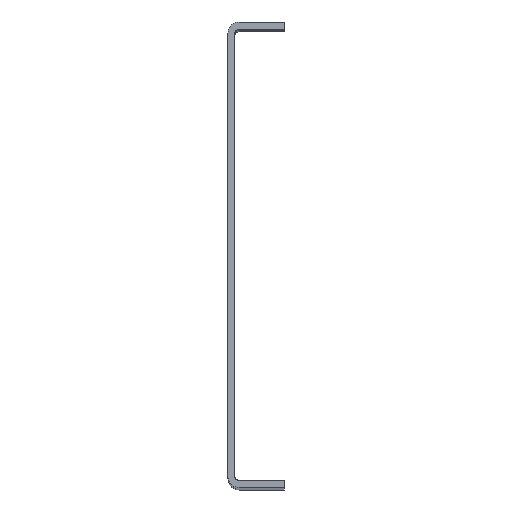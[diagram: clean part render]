
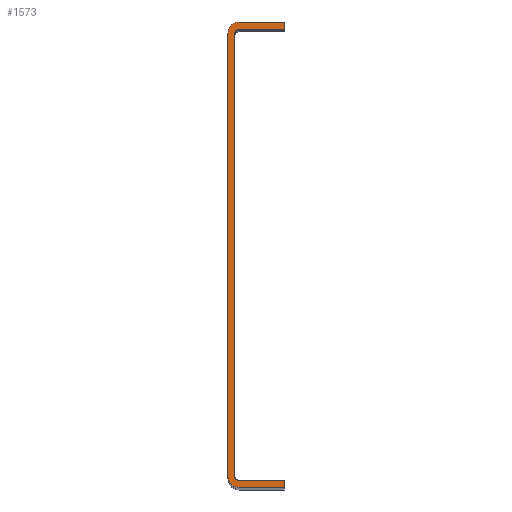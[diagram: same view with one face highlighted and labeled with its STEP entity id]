
A CAD part, top view. The second image highlights one B-rep face of the part: STEP entity #1573.
In plain terms, the highlighted planar face has unit normal (0, 0, 1).
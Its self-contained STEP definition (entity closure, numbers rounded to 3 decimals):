
#188 = DIRECTION ( 'NONE',  ( 1., 0., 0. ) ) ;
#199 = DIRECTION ( 'NONE',  ( 0., 0., 1. ) ) ;
#290 = CARTESIAN_POINT ( 'NONE',  ( 20., -24.75, 375. ) ) ;
#526 = PLANE ( 'NONE',  #9838 ) ;
#596 = CARTESIAN_POINT ( 'NONE',  ( 0.466, -24.75, 375. ) ) ;
#647 = VERTEX_POINT ( 'NONE', #4681 ) ;
#668 = DIRECTION ( 'NONE',  ( 0., 0., -1. ) ) ;
#696 = DIRECTION ( 'NONE',  ( 0., -1., 0. ) ) ;
#743 = DIRECTION ( 'NONE',  ( -1., 0., 0. ) ) ;
#924 = CARTESIAN_POINT ( 'NONE',  ( 4., 136.75, 375. ) ) ;
#1065 = AXIS2_PLACEMENT_3D ( 'NONE', #9668, #5303, #5757 ) ;
#1186 = CARTESIAN_POINT ( 'NONE',  ( 2.5, 61.868, 375. ) ) ;
#1489 = CIRCLE ( 'NONE', #5692, 4. ) ;
#1524 = CIRCLE ( 'NONE', #9492, 1.5 ) ;
#1573 = ADVANCED_FACE ( 'NONE', ( #3832 ), #526, .F. ) ;
#1640 = EDGE_CURVE ( 'NONE', #6236, #8003, #1524, .T. ) ;
#1831 = VERTEX_POINT ( 'NONE', #7615 ) ;
#2155 = ORIENTED_EDGE ( 'NONE', *, *, #8789, .F. ) ;
#2184 = CARTESIAN_POINT ( 'NONE',  ( 0.466, -24.75, 375. ) ) ;
#2220 = CARTESIAN_POINT ( 'NONE',  ( 4., 140.75, 375. ) ) ;
#2229 = LINE ( 'NONE', #1186, #6040 ) ;
#2364 = ORIENTED_EDGE ( 'NONE', *, *, #6639, .F. ) ;
#2610 = ORIENTED_EDGE ( 'NONE', *, *, #2870, .F. ) ;
#2750 = CARTESIAN_POINT ( 'NONE',  ( 4., -24.75, 375. ) ) ;
#2829 = ORIENTED_EDGE ( 'NONE', *, *, #8680, .F. ) ;
#2870 = EDGE_CURVE ( 'NONE', #6554, #3011, #4159, .T. ) ;
#2906 = EDGE_CURVE ( 'NONE', #3011, #7580, #9137, .T. ) ;
#3011 = VERTEX_POINT ( 'NONE', #6968 ) ;
#3079 = CARTESIAN_POINT ( 'NONE',  ( 20., -24.75, 375. ) ) ;
#3145 = CARTESIAN_POINT ( 'NONE',  ( 20., 138.25, 375. ) ) ;
#3147 = VECTOR ( 'NONE', #7281, 1000. ) ;
#3254 = CIRCLE ( 'NONE', #7960, 1.5 ) ;
#3306 = LINE ( 'NONE', #3622, #8585 ) ;
#3456 = EDGE_CURVE ( 'NONE', #4179, #6554, #3254, .T. ) ;
#3501 = ORIENTED_EDGE ( 'NONE', *, *, #4014, .F. ) ;
#3622 = CARTESIAN_POINT ( 'NONE',  ( 0.466, 138.25, 375. ) ) ;
#3805 = EDGE_CURVE ( 'NONE', #4243, #1831, #5957, .T. ) ;
#3832 = FACE_OUTER_BOUND ( 'NONE', #5319, .T. ) ;
#3997 = CARTESIAN_POINT ( 'NONE',  ( 4., -22.25, 375. ) ) ;
#4014 = EDGE_CURVE ( 'NONE', #8003, #4179, #2229, .T. ) ;
#4102 = CARTESIAN_POINT ( 'NONE',  ( 2.5, -20.75, 375. ) ) ;
#4104 = CARTESIAN_POINT ( 'NONE',  ( 4., -20.75, 375. ) ) ;
#4148 = ORIENTED_EDGE ( 'NONE', *, *, #6382, .F. ) ;
#4155 = DIRECTION ( 'NONE',  ( -1., 0., 0. ) ) ;
#4159 = LINE ( 'NONE', #5545, #8129 ) ;
#4179 = VERTEX_POINT ( 'NONE', #4102 ) ;
#4243 = VERTEX_POINT ( 'NONE', #2220 ) ;
#4305 = LINE ( 'NONE', #3079, #4703 ) ;
#4321 = DIRECTION ( 'NONE',  ( -1., 0., 0. ) ) ;
#4441 = ORIENTED_EDGE ( 'NONE', *, *, #3456, .F. ) ;
#4457 = ORIENTED_EDGE ( 'NONE', *, *, #6575, .F. ) ;
#4582 = VERTEX_POINT ( 'NONE', #7704 ) ;
#4681 = CARTESIAN_POINT ( 'NONE',  ( 0., 136.75, 375. ) ) ;
#4686 = ORIENTED_EDGE ( 'NONE', *, *, #2906, .F. ) ;
#4700 = CARTESIAN_POINT ( 'NONE',  ( 2.5, 136.75, 375. ) ) ;
#4703 = VECTOR ( 'NONE', #9433, 1000. ) ;
#4820 = CARTESIAN_POINT ( 'NONE',  ( 4., 138.25, 375. ) ) ;
#4926 = VECTOR ( 'NONE', #5908, 1000. ) ;
#5102 = VERTEX_POINT ( 'NONE', #2750 ) ;
#5303 = DIRECTION ( 'NONE',  ( 0., 0., -1. ) ) ;
#5319 = EDGE_LOOP ( 'NONE', ( #4686, #2610, #4441, #3501, #6998, #2829, #2364, #7598, #4148, #2155, #7114, #4457 ) ) ;
#5545 = CARTESIAN_POINT ( 'NONE',  ( 0.466, -22.25, 375. ) ) ;
#5608 = LINE ( 'NONE', #9077, #5867 ) ;
#5692 = AXIS2_PLACEMENT_3D ( 'NONE', #8123, #5800, #9488 ) ;
#5705 = VECTOR ( 'NONE', #7308, 1000. ) ;
#5757 = DIRECTION ( 'NONE',  ( -1., 0., 0. ) ) ;
#5800 = DIRECTION ( 'NONE',  ( 0., 0., -1. ) ) ;
#5867 = VECTOR ( 'NONE', #7661, 1000. ) ;
#5908 = DIRECTION ( 'NONE',  ( -1., 0., 0. ) ) ;
#5957 = LINE ( 'NONE', #7480, #5705 ) ;
#6040 = VECTOR ( 'NONE', #696, 1000. ) ;
#6236 = VERTEX_POINT ( 'NONE', #4820 ) ;
#6382 = EDGE_CURVE ( 'NONE', #647, #4243, #1489, .T. ) ;
#6554 = VERTEX_POINT ( 'NONE', #3997 ) ;
#6575 = EDGE_CURVE ( 'NONE', #7580, #5102, #9945, .T. ) ;
#6639 = EDGE_CURVE ( 'NONE', #1831, #9087, #4305, .T. ) ;
#6683 = DIRECTION ( 'NONE',  ( 0., 0., 1. ) ) ;
#6968 = CARTESIAN_POINT ( 'NONE',  ( 20., -22.25, 375. ) ) ;
#6998 = ORIENTED_EDGE ( 'NONE', *, *, #1640, .F. ) ;
#7114 = ORIENTED_EDGE ( 'NONE', *, *, #8928, .F. ) ;
#7281 = DIRECTION ( 'NONE',  ( 0., -1., 0. ) ) ;
#7308 = DIRECTION ( 'NONE',  ( 1., 0., 0. ) ) ;
#7480 = CARTESIAN_POINT ( 'NONE',  ( 0.466, 140.75, 375. ) ) ;
#7580 = VERTEX_POINT ( 'NONE', #9396 ) ;
#7598 = ORIENTED_EDGE ( 'NONE', *, *, #3805, .F. ) ;
#7615 = CARTESIAN_POINT ( 'NONE',  ( 20., 140.75, 375. ) ) ;
#7661 = DIRECTION ( 'NONE',  ( 0., 1., 0. ) ) ;
#7704 = CARTESIAN_POINT ( 'NONE',  ( 0., -20.75, 375. ) ) ;
#7952 = CIRCLE ( 'NONE', #1065, 4. ) ;
#7960 = AXIS2_PLACEMENT_3D ( 'NONE', #4104, #6683, #4155 ) ;
#8003 = VERTEX_POINT ( 'NONE', #4700 ) ;
#8123 = CARTESIAN_POINT ( 'NONE',  ( 4., 136.75, 375. ) ) ;
#8129 = VECTOR ( 'NONE', #8662, 1000. ) ;
#8585 = VECTOR ( 'NONE', #4321, 1000. ) ;
#8662 = DIRECTION ( 'NONE',  ( 1., 0., 0. ) ) ;
#8680 = EDGE_CURVE ( 'NONE', #9087, #6236, #3306, .T. ) ;
#8789 = EDGE_CURVE ( 'NONE', #4582, #647, #5608, .T. ) ;
#8928 = EDGE_CURVE ( 'NONE', #5102, #4582, #7952, .T. ) ;
#9077 = CARTESIAN_POINT ( 'NONE',  ( 0., 58., 375. ) ) ;
#9087 = VERTEX_POINT ( 'NONE', #3145 ) ;
#9137 = LINE ( 'NONE', #290, #3147 ) ;
#9396 = CARTESIAN_POINT ( 'NONE',  ( 20., -24.75, 375. ) ) ;
#9433 = DIRECTION ( 'NONE',  ( 0., -1., 0. ) ) ;
#9488 = DIRECTION ( 'NONE',  ( 1., 0., 0. ) ) ;
#9492 = AXIS2_PLACEMENT_3D ( 'NONE', #924, #199, #188 ) ;
#9668 = CARTESIAN_POINT ( 'NONE',  ( 4., -20.75, 375. ) ) ;
#9838 = AXIS2_PLACEMENT_3D ( 'NONE', #596, #668, #743 ) ;
#9945 = LINE ( 'NONE', #2184, #4926 ) ;
